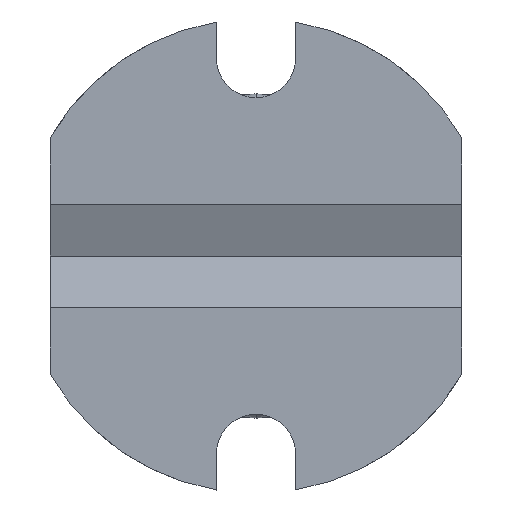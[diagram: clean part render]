
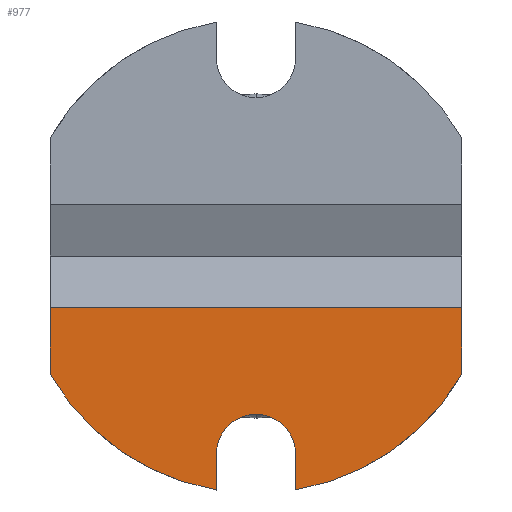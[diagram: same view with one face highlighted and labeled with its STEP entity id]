
A CAD part, front view. The second image highlights one B-rep face of the part: STEP entity #977.
In plain terms, the highlighted planar face has unit normal (0, -1, 0).
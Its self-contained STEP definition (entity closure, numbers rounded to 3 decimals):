
#100 = CARTESIAN_POINT ( 'NONE',  ( 2.6, 0., -5.1 ) ) ;
#124 = CARTESIAN_POINT ( 'NONE',  ( 5.2, 0., -4.097 ) ) ;
#219 = CARTESIAN_POINT ( 'NONE',  ( 0., 0., -4.097 ) ) ;
#250 = CARTESIAN_POINT ( 'NONE',  ( 0., 0., -3.25 ) ) ;
#316 = CARTESIAN_POINT ( 'NONE',  ( 2.6, 0., -2.6 ) ) ;
#487 = EDGE_CURVE ( 'NONE', #1487, #3128, #5620, .T. ) ;
#572 = VERTEX_POINT ( 'NONE', #2417 ) ;
#596 = EDGE_CURVE ( 'NONE', #1487, #1235, #6039, .T. ) ;
#825 = CARTESIAN_POINT ( 'NONE',  ( 5.2, 0., 0. ) ) ;
#948 = LINE ( 'NONE', #2569, #5093 ) ;
#961 = VERTEX_POINT ( 'NONE', #124 ) ;
#977 = ADVANCED_FACE ( 'NONE', ( #2229 ), #4321, .F. ) ;
#1060 = EDGE_LOOP ( 'NONE', ( #4862, #3171, #2883, #4771, #4763, #1576, #1301, #1337 ) ) ;
#1103 = EDGE_CURVE ( 'NONE', #572, #2516, #5578, .T. ) ;
#1191 = CARTESIAN_POINT ( 'NONE',  ( 3.1, 0., -5.1 ) ) ;
#1235 = VERTEX_POINT ( 'NONE', #2426 ) ;
#1301 = ORIENTED_EDGE ( 'NONE', *, *, #2763, .F. ) ;
#1337 = ORIENTED_EDGE ( 'NONE', *, *, #4223, .F. ) ;
#1410 = EDGE_CURVE ( 'NONE', #3128, #5485, #948, .T. ) ;
#1487 = VERTEX_POINT ( 'NONE', #2149 ) ;
#1576 = ORIENTED_EDGE ( 'NONE', *, *, #1410, .T. ) ;
#1934 = AXIS2_PLACEMENT_3D ( 'NONE', #6540, #3958, #2852 ) ;
#2149 = CARTESIAN_POINT ( 'NONE',  ( 2.1, 0., -5.1 ) ) ;
#2229 = FACE_OUTER_BOUND ( 'NONE', #1060, .T. ) ;
#2248 = DIRECTION ( 'NONE',  ( 1., 0., 0. ) ) ;
#2286 = LINE ( 'NONE', #250, #3027 ) ;
#2417 = CARTESIAN_POINT ( 'NONE',  ( 0., 0., -3.25 ) ) ;
#2426 = CARTESIAN_POINT ( 'NONE',  ( 2.1, 0., -5.558 ) ) ;
#2446 = VERTEX_POINT ( 'NONE', #4380 ) ;
#2471 = EDGE_CURVE ( 'NONE', #572, #2446, #2286, .T. ) ;
#2516 = VERTEX_POINT ( 'NONE', #219 ) ;
#2569 = CARTESIAN_POINT ( 'NONE',  ( 3.1, 0., 0. ) ) ;
#2692 = VECTOR ( 'NONE', #3014, 1000. ) ;
#2756 = DIRECTION ( 'NONE',  ( 0., 1., 0. ) ) ;
#2763 = EDGE_CURVE ( 'NONE', #961, #5485, #6086, .T. ) ;
#2833 = AXIS2_PLACEMENT_3D ( 'NONE', #316, #4476, #6553 ) ;
#2852 = DIRECTION ( 'NONE',  ( 0., 0., 1. ) ) ;
#2883 = ORIENTED_EDGE ( 'NONE', *, *, #5177, .F. ) ;
#2964 = CARTESIAN_POINT ( 'NONE',  ( 2.1, 0., 0. ) ) ;
#3014 = DIRECTION ( 'NONE',  ( 0., 0., -1. ) ) ;
#3027 = VECTOR ( 'NONE', #2248, 1000. ) ;
#3128 = VERTEX_POINT ( 'NONE', #1191 ) ;
#3171 = ORIENTED_EDGE ( 'NONE', *, *, #1103, .T. ) ;
#3361 = DIRECTION ( 'NONE',  ( 0., 1., 0. ) ) ;
#3446 = LINE ( 'NONE', #825, #4568 ) ;
#3563 = VECTOR ( 'NONE', #4933, 1000. ) ;
#3752 = DIRECTION ( 'NONE',  ( 0., 0., 1. ) ) ;
#3783 = AXIS2_PLACEMENT_3D ( 'NONE', #5957, #3361, #3846 ) ;
#3846 = DIRECTION ( 'NONE',  ( 0., 0., 1. ) ) ;
#3958 = DIRECTION ( 'NONE',  ( 0., 1., 0. ) ) ;
#4214 = AXIS2_PLACEMENT_3D ( 'NONE', #100, #2756, #3752 ) ;
#4223 = EDGE_CURVE ( 'NONE', #2446, #961, #3446, .T. ) ;
#4321 = PLANE ( 'NONE',  #3783 ) ;
#4380 = CARTESIAN_POINT ( 'NONE',  ( 5.2, 0., -3.25 ) ) ;
#4476 = DIRECTION ( 'NONE',  ( 0., 1., 0. ) ) ;
#4568 = VECTOR ( 'NONE', #5522, 1000. ) ;
#4583 = DIRECTION ( 'NONE',  ( 0., 0., -1. ) ) ;
#4763 = ORIENTED_EDGE ( 'NONE', *, *, #487, .T. ) ;
#4771 = ORIENTED_EDGE ( 'NONE', *, *, #596, .F. ) ;
#4862 = ORIENTED_EDGE ( 'NONE', *, *, #2471, .F. ) ;
#4933 = DIRECTION ( 'NONE',  ( 0., 0., -1. ) ) ;
#5031 = CARTESIAN_POINT ( 'NONE',  ( 0., 0., 0. ) ) ;
#5093 = VECTOR ( 'NONE', #4583, 1000. ) ;
#5177 = EDGE_CURVE ( 'NONE', #1235, #2516, #5888, .T. ) ;
#5485 = VERTEX_POINT ( 'NONE', #5916 ) ;
#5522 = DIRECTION ( 'NONE',  ( 0., 0., -1. ) ) ;
#5578 = LINE ( 'NONE', #5031, #2692 ) ;
#5620 = CIRCLE ( 'NONE', #4214, 0.5 ) ;
#5888 = CIRCLE ( 'NONE', #2833, 3. ) ;
#5916 = CARTESIAN_POINT ( 'NONE',  ( 3.1, 0., -5.558 ) ) ;
#5957 = CARTESIAN_POINT ( 'NONE',  ( 0., 0., 0. ) ) ;
#6039 = LINE ( 'NONE', #2964, #3563 ) ;
#6086 = CIRCLE ( 'NONE', #1934, 3. ) ;
#6540 = CARTESIAN_POINT ( 'NONE',  ( 2.6, 0., -2.6 ) ) ;
#6553 = DIRECTION ( 'NONE',  ( 0., 0., 1. ) ) ;
